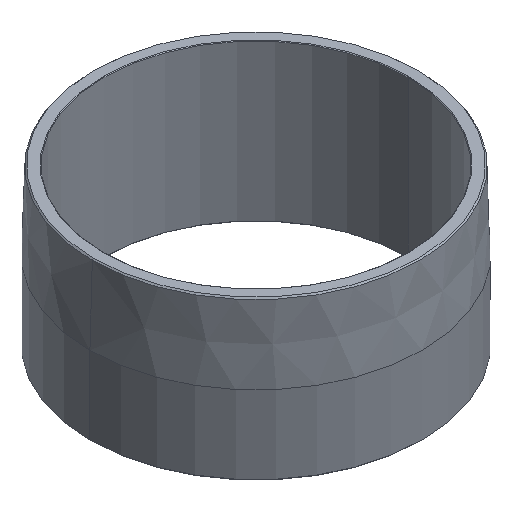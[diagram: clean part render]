
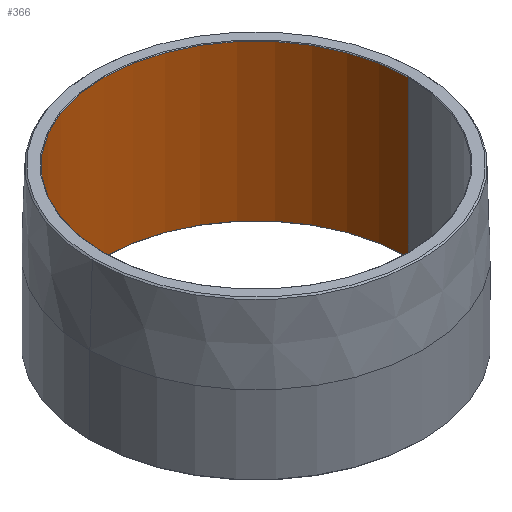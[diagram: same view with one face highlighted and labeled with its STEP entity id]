
A CAD part, isometric view. The second image highlights one B-rep face of the part: STEP entity #366.
In plain terms, the highlighted cylindrical face has radius 76.962 mm (diameter 153.924 mm), a partial arc.
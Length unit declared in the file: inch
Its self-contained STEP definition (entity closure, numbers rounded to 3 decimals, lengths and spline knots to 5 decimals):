
#3 = VERTEX_POINT ( 'NONE', #17 ) ;
#15 = VECTOR ( 'NONE', #482, 39.37008 ) ;
#17 = CARTESIAN_POINT ( 'NONE',  ( -3.03, 0., 0.0125 ) ) ;
#54 = ORIENTED_EDGE ( 'NONE', *, *, #56, .F. ) ;
#55 = FACE_OUTER_BOUND ( 'NONE', #487, .T. ) ;
#56 = EDGE_CURVE ( 'NONE', #125, #86, #100, .T. ) ;
#81 = EDGE_CURVE ( 'NONE', #125, #480, #348, .T. ) ;
#86 = VERTEX_POINT ( 'NONE', #286 ) ;
#100 = LINE ( 'NONE', #259, #428 ) ;
#113 = ORIENTED_EDGE ( 'NONE', *, *, #299, .T. ) ;
#116 = AXIS2_PLACEMENT_3D ( 'NONE', #335, #298, #440 ) ;
#125 = VERTEX_POINT ( 'NONE', #380 ) ;
#130 = DIRECTION ( 'NONE',  ( 0., 0., -1. ) ) ;
#144 = DIRECTION ( 'NONE',  ( 1., 0., 0. ) ) ;
#163 = AXIS2_PLACEMENT_3D ( 'NONE', #179, #217, #144 ) ;
#170 = CARTESIAN_POINT ( 'NONE',  ( 0., 0., 3.1125 ) ) ;
#176 = ORIENTED_EDGE ( 'NONE', *, *, #81, .T. ) ;
#179 = CARTESIAN_POINT ( 'NONE',  ( 0., 0., 0.0125 ) ) ;
#217 = DIRECTION ( 'NONE',  ( 0., 0., -1. ) ) ;
#259 = CARTESIAN_POINT ( 'NONE',  ( 3.03, 0., 3.125 ) ) ;
#282 = ORIENTED_EDGE ( 'NONE', *, *, #423, .T. ) ;
#286 = CARTESIAN_POINT ( 'NONE',  ( 3.03, 0., 0.0125 ) ) ;
#294 = LINE ( 'NONE', #405, #15 ) ;
#298 = DIRECTION ( 'NONE',  ( 0., 0., -1. ) ) ;
#299 = EDGE_CURVE ( 'NONE', #480, #3, #294, .T. ) ;
#321 = DIRECTION ( 'NONE',  ( 1., 0., 0. ) ) ;
#333 = CYLINDRICAL_SURFACE ( 'NONE', #116, 3.03 ) ;
#335 = CARTESIAN_POINT ( 'NONE',  ( 0., 0., 3.125 ) ) ;
#341 = CARTESIAN_POINT ( 'NONE',  ( -3.03, 0., 3.1125 ) ) ;
#348 = CIRCLE ( 'NONE', #372, 3.03 ) ;
#366 = ADVANCED_FACE ( 'NONE', ( #55 ), #333, .F. ) ;
#372 = AXIS2_PLACEMENT_3D ( 'NONE', #170, #406, #321 ) ;
#380 = CARTESIAN_POINT ( 'NONE',  ( 3.03, 0., 3.1125 ) ) ;
#405 = CARTESIAN_POINT ( 'NONE',  ( -3.03, 0., 3.125 ) ) ;
#406 = DIRECTION ( 'NONE',  ( 0., 0., 1. ) ) ;
#423 = EDGE_CURVE ( 'NONE', #3, #86, #495, .T. ) ;
#428 = VECTOR ( 'NONE', #130, 39.37008 ) ;
#440 = DIRECTION ( 'NONE',  ( -1., 0., 0. ) ) ;
#480 = VERTEX_POINT ( 'NONE', #341 ) ;
#482 = DIRECTION ( 'NONE',  ( 0., 0., -1. ) ) ;
#487 = EDGE_LOOP ( 'NONE', ( #54, #176, #113, #282 ) ) ;
#495 = CIRCLE ( 'NONE', #163, 3.03 ) ;
